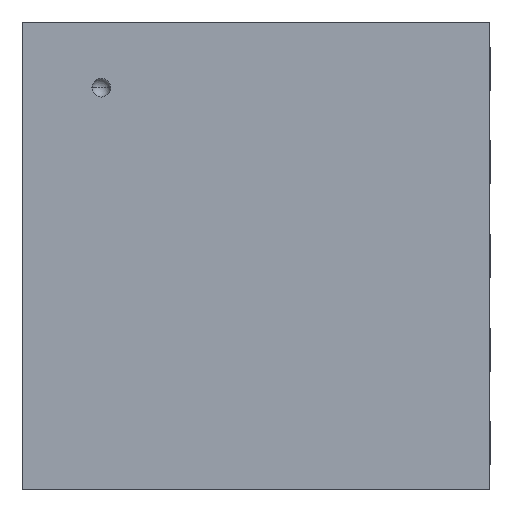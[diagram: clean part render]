
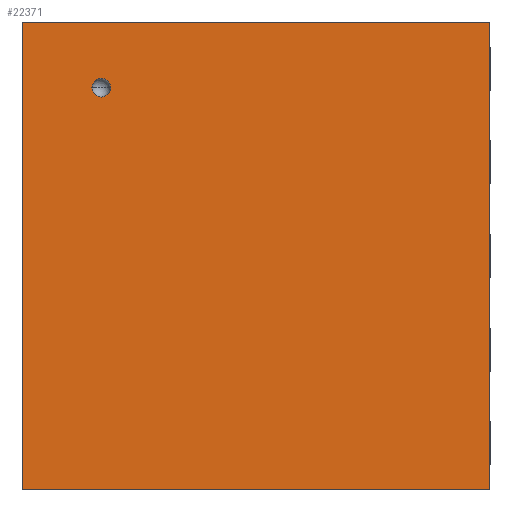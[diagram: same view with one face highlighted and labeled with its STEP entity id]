
A CAD part, front view. The second image highlights one B-rep face of the part: STEP entity #22371.
In plain terms, the highlighted face is planar.
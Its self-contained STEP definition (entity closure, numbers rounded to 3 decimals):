
#15716=DIRECTION('',(0.,0.,1.));
#15717=VECTOR('',#15716,2.5);
#15718=CARTESIAN_POINT('',(-1.25,0.5,-1.25));
#15719=LINE('',#15718,#15717);
#15720=DIRECTION('',(-1.,0.,0.));
#15721=VECTOR('',#15720,2.5);
#15722=CARTESIAN_POINT('',(1.25,0.5,-1.25));
#15723=LINE('',#15722,#15721);
#15724=DIRECTION('',(0.,0.,-1.));
#15725=VECTOR('',#15724,2.5);
#15726=CARTESIAN_POINT('',(1.25,0.5,1.25));
#15727=LINE('',#15726,#15725);
#15728=DIRECTION('',(1.,0.,0.));
#15729=VECTOR('',#15728,2.5);
#15730=CARTESIAN_POINT('',(-1.25,0.5,1.25));
#15731=LINE('',#15730,#15729);
#15732=CARTESIAN_POINT('',(-0.827,0.5,-0.899));
#15733=DIRECTION('',(0.,-1.,0.));
#15734=DIRECTION('',(1.,0.,0.));
#15735=AXIS2_PLACEMENT_3D('',#15732,#15733,#15734);
#15737=CARTESIAN_POINT('',(-0.827,0.5,-0.899));
#15738=DIRECTION('',(0.,-1.,0.));
#15739=DIRECTION('',(-1.,0.,0.));
#15740=AXIS2_PLACEMENT_3D('',#15737,#15738,#15739);
#16100=CARTESIAN_POINT('',(-1.25,0.5,-1.25));
#16101=CARTESIAN_POINT('',(-1.25,0.5,1.25));
#16102=VERTEX_POINT('',#16100);
#16103=VERTEX_POINT('',#16101);
#16104=CARTESIAN_POINT('',(1.25,0.5,1.25));
#16105=VERTEX_POINT('',#16104);
#16106=CARTESIAN_POINT('',(1.25,0.5,-1.25));
#16107=VERTEX_POINT('',#16106);
#16108=CARTESIAN_POINT('',(-0.777,0.5,-0.899));
#16109=CARTESIAN_POINT('',(-0.877,0.5,-0.899));
#16110=VERTEX_POINT('',#16108);
#16111=VERTEX_POINT('',#16109);
#22354=CARTESIAN_POINT('',(0.,0.5,0.));
#22355=DIRECTION('',(0.,1.,0.));
#22356=DIRECTION('',(1.,0.,0.));
#22357=AXIS2_PLACEMENT_3D('',#22354,#22355,#22356);
#22358=PLANE('',#22357);
#22359=ORIENTED_EDGE('',*,*,#18307,.F.);
#22360=ORIENTED_EDGE('',*,*,#22333,.F.);
#22361=ORIENTED_EDGE('',*,*,#18185,.F.);
#22362=ORIENTED_EDGE('',*,*,#18273,.F.);
#22363=EDGE_LOOP('',(#22359,#22360,#22361,#22362));
#22364=FACE_OUTER_BOUND('',#22363,.F.);
#22366=ORIENTED_EDGE('',*,*,#22365,.F.);
#22368=ORIENTED_EDGE('',*,*,#22367,.F.);
#22369=EDGE_LOOP('',(#22366,#22368));
#22370=FACE_BOUND('',#22369,.F.);
#15736=CIRCLE('',#15735,0.05);
#15741=CIRCLE('',#15740,0.05);
#18185=EDGE_CURVE('',#16105,#16107,#15727,.T.);
#18273=EDGE_CURVE('',#16103,#16105,#15731,.T.);
#18307=EDGE_CURVE('',#16102,#16103,#15719,.T.);
#22333=EDGE_CURVE('',#16107,#16102,#15723,.T.);
#22365=EDGE_CURVE('',#16110,#16111,#15736,.T.);
#22367=EDGE_CURVE('',#16111,#16110,#15741,.T.);
#22371=ADVANCED_FACE('',(#22364,#22370),#22358,.T.);
